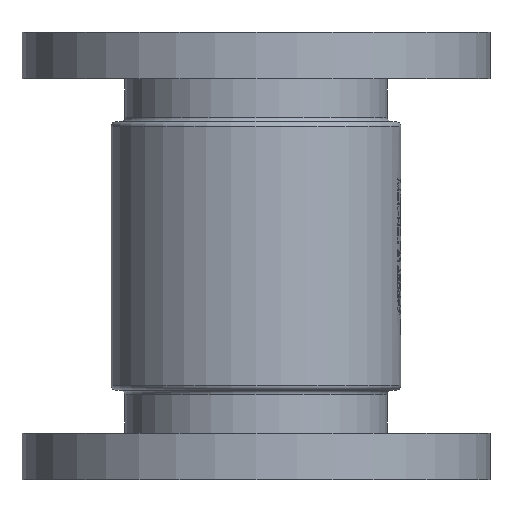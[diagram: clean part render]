
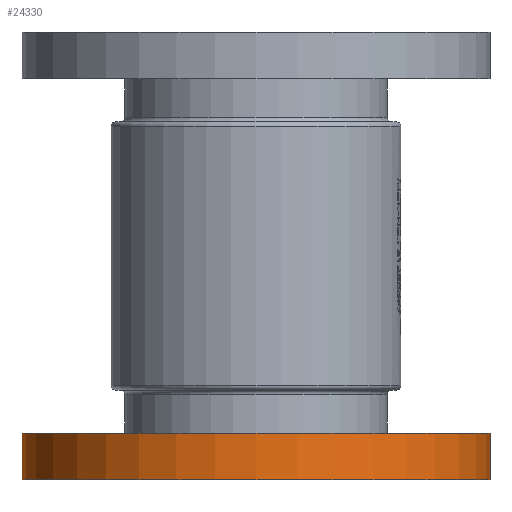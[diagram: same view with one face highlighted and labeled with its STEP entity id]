
A CAD part, front view. The second image highlights one B-rep face of the part: STEP entity #24330.
In plain terms, the highlighted cylindrical face has radius 150 mm (diameter 300 mm), a partial arc.
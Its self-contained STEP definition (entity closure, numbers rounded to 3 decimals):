
#1469 = AXIS2_PLACEMENT_3D ( 'NONE', #20288, #29399, #27166 ) ;
#2071 = DIRECTION ( 'NONE',  ( 1., 0., 0. ) ) ;
#3194 = ORIENTED_EDGE ( 'NONE', *, *, #21389, .T. ) ;
#4532 = EDGE_CURVE ( 'NONE', #21443, #4991, #14095, .T. ) ;
#4991 = VERTEX_POINT ( 'NONE', #13047 ) ;
#6421 = DIRECTION ( 'NONE',  ( 1., 0., 0. ) ) ;
#6721 = CARTESIAN_POINT ( 'NONE',  ( 150., 0., -257. ) ) ;
#8662 = DIRECTION ( 'NONE',  ( 0., 0., 1. ) ) ;
#8673 = LINE ( 'NONE', #15547, #17169 ) ;
#10912 = DIRECTION ( 'NONE',  ( 0., 0., -1. ) ) ;
#13047 = CARTESIAN_POINT ( 'NONE',  ( 150., 0., -287. ) ) ;
#14095 = CIRCLE ( 'NONE', #19796, 150. ) ;
#14291 = DIRECTION ( 'NONE',  ( 0., 0., 1. ) ) ;
#14658 = CIRCLE ( 'NONE', #24183, 150. ) ;
#14810 = CARTESIAN_POINT ( 'NONE',  ( 150., 0., -287. ) ) ;
#15305 = EDGE_CURVE ( 'NONE', #20138, #27510, #14658, .T. ) ;
#15547 = CARTESIAN_POINT ( 'NONE',  ( -150., 0., -287. ) ) ;
#17016 = EDGE_CURVE ( 'NONE', #27510, #4991, #21225, .T. ) ;
#17169 = VECTOR ( 'NONE', #10912, 1000. ) ;
#17903 = FACE_OUTER_BOUND ( 'NONE', #22614, .T. ) ;
#18045 = ORIENTED_EDGE ( 'NONE', *, *, #4532, .T. ) ;
#18599 = CARTESIAN_POINT ( 'NONE',  ( -150., 0., -257. ) ) ;
#19703 = DIRECTION ( 'NONE',  ( 0., 0., -1. ) ) ;
#19796 = AXIS2_PLACEMENT_3D ( 'NONE', #28164, #14291, #2071 ) ;
#19860 = CARTESIAN_POINT ( 'NONE',  ( -150., 0., -287. ) ) ;
#20138 = VERTEX_POINT ( 'NONE', #18599 ) ;
#20288 = CARTESIAN_POINT ( 'NONE',  ( 0., 0., -287. ) ) ;
#21225 = LINE ( 'NONE', #14810, #28974 ) ;
#21389 = EDGE_CURVE ( 'NONE', #20138, #21443, #8673, .T. ) ;
#21443 = VERTEX_POINT ( 'NONE', #19860 ) ;
#21947 = CARTESIAN_POINT ( 'NONE',  ( 0., 0., -257. ) ) ;
#22614 = EDGE_LOOP ( 'NONE', ( #25154, #3194, #18045, #23253 ) ) ;
#23253 = ORIENTED_EDGE ( 'NONE', *, *, #17016, .F. ) ;
#24183 = AXIS2_PLACEMENT_3D ( 'NONE', #21947, #8662, #6421 ) ;
#24330 = ADVANCED_FACE ( 'NONE', ( #17903 ), #27014, .T. ) ;
#25154 = ORIENTED_EDGE ( 'NONE', *, *, #15305, .F. ) ;
#27014 = CYLINDRICAL_SURFACE ( 'NONE', #1469, 150. ) ;
#27166 = DIRECTION ( 'NONE',  ( 1., 0., 0. ) ) ;
#27510 = VERTEX_POINT ( 'NONE', #6721 ) ;
#28164 = CARTESIAN_POINT ( 'NONE',  ( 0., 0., -287. ) ) ;
#28974 = VECTOR ( 'NONE', #19703, 1000. ) ;
#29399 = DIRECTION ( 'NONE',  ( 0., 0., -1. ) ) ;
